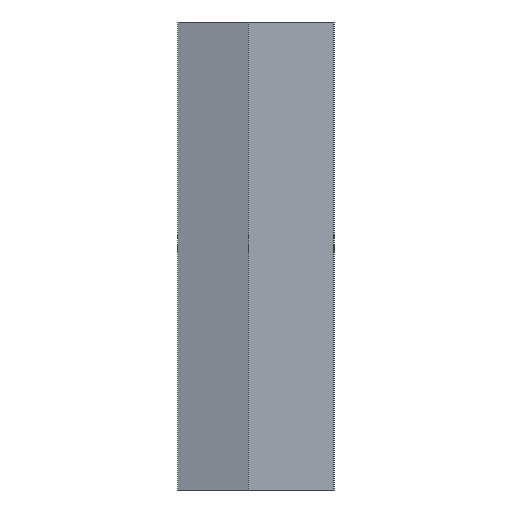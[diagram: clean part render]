
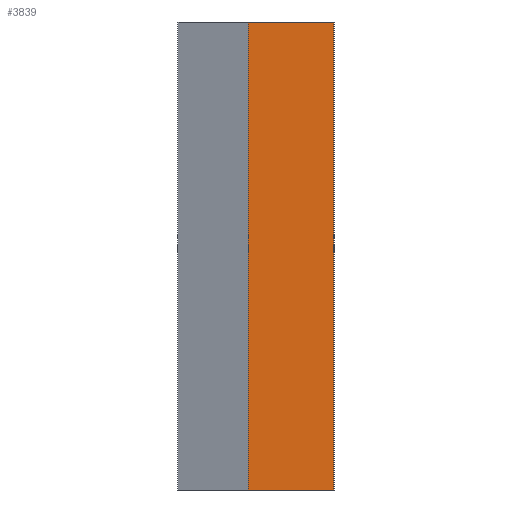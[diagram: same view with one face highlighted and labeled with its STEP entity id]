
A CAD part, left-side view. The second image highlights one B-rep face of the part: STEP entity #3839.
In plain terms, the highlighted planar face has unit normal (-1, 0, 0).
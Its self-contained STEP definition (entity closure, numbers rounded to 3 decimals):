
#41 = VECTOR ( 'NONE', #597, 1000. ) ;
#113 = CARTESIAN_POINT ( 'NONE',  ( 0., 2.75, -15. ) ) ;
#147 = DIRECTION ( 'NONE',  ( 0., 0., 1. ) ) ;
#286 = FACE_OUTER_BOUND ( 'NONE', #1688, .T. ) ;
#449 = CARTESIAN_POINT ( 'NONE',  ( 0., 0., -15. ) ) ;
#500 = LINE ( 'NONE', #2504, #3985 ) ;
#540 = ORIENTED_EDGE ( 'NONE', *, *, #1381, .F. ) ;
#597 = DIRECTION ( 'NONE',  ( 0., -1., 0. ) ) ;
#638 = VERTEX_POINT ( 'NONE', #2216 ) ;
#999 = VERTEX_POINT ( 'NONE', #4028 ) ;
#1102 = LINE ( 'NONE', #2842, #3249 ) ;
#1358 = DIRECTION ( 'NONE',  ( 0., 0., 1. ) ) ;
#1381 = EDGE_CURVE ( 'NONE', #999, #638, #5143, .T. ) ;
#1688 = EDGE_LOOP ( 'NONE', ( #4001, #2620, #4112, #540 ) ) ;
#2216 = CARTESIAN_POINT ( 'NONE',  ( 0., 0., 0. ) ) ;
#2315 = EDGE_CURVE ( 'NONE', #2325, #999, #1102, .T. ) ;
#2325 = VERTEX_POINT ( 'NONE', #113 ) ;
#2418 = EDGE_CURVE ( 'NONE', #3960, #638, #500, .T. ) ;
#2504 = CARTESIAN_POINT ( 'NONE',  ( 0., 0., -15. ) ) ;
#2620 = ORIENTED_EDGE ( 'NONE', *, *, #5986, .T. ) ;
#2729 = PLANE ( 'NONE',  #6511 ) ;
#2842 = CARTESIAN_POINT ( 'NONE',  ( 0., 2.75, -15. ) ) ;
#2939 = DIRECTION ( 'NONE',  ( 0., -1., 0. ) ) ;
#3249 = VECTOR ( 'NONE', #147, 1000. ) ;
#3253 = DIRECTION ( 'NONE',  ( 0., 0., 1. ) ) ;
#3285 = CARTESIAN_POINT ( 'NONE',  ( 0., 0., -15. ) ) ;
#3363 = CARTESIAN_POINT ( 'NONE',  ( 0., 0., -15. ) ) ;
#3558 = CARTESIAN_POINT ( 'NONE',  ( 0., 0., 0. ) ) ;
#3839 = ADVANCED_FACE ( 'NONE', ( #286 ), #2729, .T. ) ;
#3960 = VERTEX_POINT ( 'NONE', #449 ) ;
#3985 = VECTOR ( 'NONE', #1358, 1000. ) ;
#4001 = ORIENTED_EDGE ( 'NONE', *, *, #2315, .F. ) ;
#4028 = CARTESIAN_POINT ( 'NONE',  ( 0., 2.75, 0. ) ) ;
#4112 = ORIENTED_EDGE ( 'NONE', *, *, #2418, .T. ) ;
#5143 = LINE ( 'NONE', #3558, #41 ) ;
#5986 = EDGE_CURVE ( 'NONE', #2325, #3960, #6444, .T. ) ;
#6329 = DIRECTION ( 'NONE',  ( -1., 0., 0. ) ) ;
#6444 = LINE ( 'NONE', #3363, #6453 ) ;
#6453 = VECTOR ( 'NONE', #2939, 1000. ) ;
#6511 = AXIS2_PLACEMENT_3D ( 'NONE', #3285, #6329, #3253 ) ;
